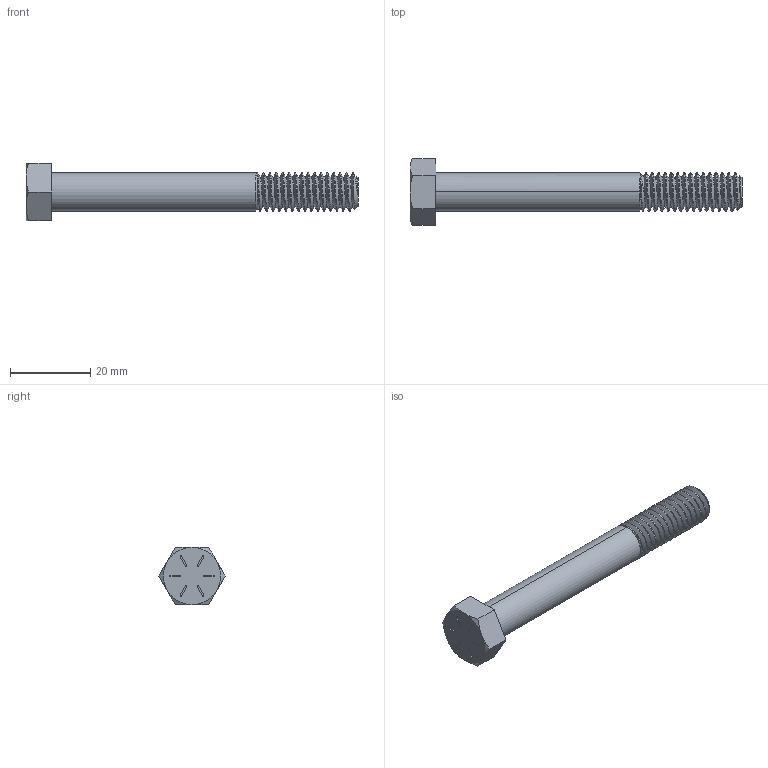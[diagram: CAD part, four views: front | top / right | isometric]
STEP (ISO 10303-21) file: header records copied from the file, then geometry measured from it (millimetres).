
FILE_DESCRIPTION (( 'STEP AP203' ), '1' );
FILE_NAME ('91257A636.step', '2014-06-04T20:23:56', ( '' ), ( '' ), 'SwSTEP 2.0', 'SolidWorks 2010', '' );
FILE_SCHEMA (( 'CONFIG_CONTROL_DESIGN' ));
Length unit declared in the file: inch
Products named in the file (1): 91257A636
Bounding box: 82.55 x 16.5 x 14.29 mm (x, y, z)
Volume: 6194 mm3; surface area: 3334.5 mm2
Topology: 1 solids, 1 shells, 90 faces, 235 edges, 154 vertices
Faces by surface type: cylinder 49, plane 27, cone 11, bspline 3
Entity records: 5457 total; most frequent: CARTESIAN_POINT 3367, ORIENTED_EDGE 470, DIRECTION 371, EDGE_CURVE 235, VERTEX_POINT 154, AXIS2_PLACEMENT_3D 135, LINE 101, VECTOR 101
